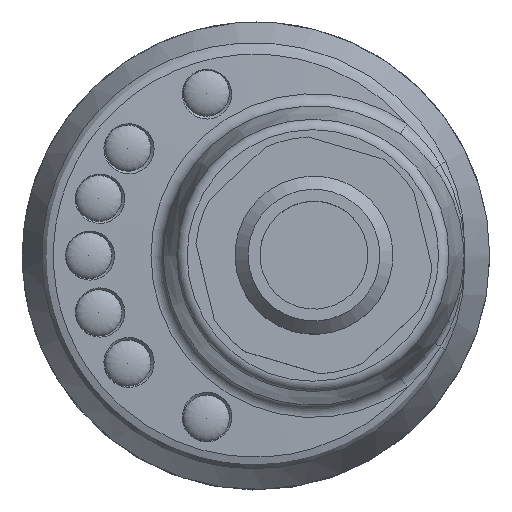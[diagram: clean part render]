
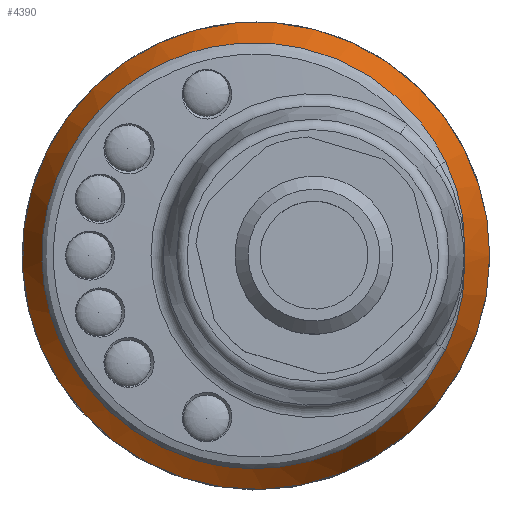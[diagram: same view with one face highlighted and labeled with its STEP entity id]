
A CAD part, top view. The second image highlights one B-rep face of the part: STEP entity #4390.
In plain terms, the highlighted conical face has half-angle 23 degrees and reference radius 15.817 mm.
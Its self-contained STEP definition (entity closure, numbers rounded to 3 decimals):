
#501=CIRCLE('',#4670,17.75);
#847=ORIENTED_EDGE('',*,*,#1478,.T.);
#848=ORIENTED_EDGE('',*,*,#1479,.T.);
#849=ORIENTED_EDGE('',*,*,#1480,.F.);
#850=ORIENTED_EDGE('',*,*,#1481,.T.);
#851=ORIENTED_EDGE('',*,*,#1482,.T.);
#1478=EDGE_CURVE('',#1814,#1815,#2043,.T.);
#1479=EDGE_CURVE('',#1815,#1816,#2044,.T.);
#1480=EDGE_CURVE('',#1817,#1816,#2045,.F.);
#1481=EDGE_CURVE('',#1817,#1814,#2046,.T.);
#1482=EDGE_CURVE('',#1818,#1818,#501,.T.);
#1814=VERTEX_POINT('',#7200);
#1815=VERTEX_POINT('',#7201);
#1816=VERTEX_POINT('',#7206);
#1817=VERTEX_POINT('',#7218);
#1818=VERTEX_POINT('',#7295);
#2043=B_SPLINE_CURVE_WITH_KNOTS('',3,(#7189,#7190,#7191,#7192,#7193,#7194,
#7195,#7196,#7197,#7198,#7199),.UNSPECIFIED.,.F.,.F.,(4,1,1,1,1,1,1,1,4),
(0.,0.25,0.375,0.438,0.5,0.563,0.625,0.75,1.),.UNSPECIFIED.);
#2044=B_SPLINE_CURVE_WITH_KNOTS('',3,(#7202,#7203,#7204,#7205),
 .UNSPECIFIED.,.F.,.F.,(4,4),(0.,1.),.UNSPECIFIED.);
#2045=B_SPLINE_CURVE_WITH_KNOTS('',3,(#7207,#7208,#7209,#7210,#7211,#7212,
#7213,#7214,#7215,#7216,#7217),.UNSPECIFIED.,.F.,.F.,(4,1,1,1,1,1,1,1,4),
(0.,0.25,0.375,0.438,0.5,0.563,0.625,0.75,1.),.UNSPECIFIED.);
#2046=B_SPLINE_CURVE_WITH_KNOTS('',3,(#7219,#7220,#7221,#7222,#7223,#7224,
#7225,#7226,#7227,#7228,#7229,#7230,#7231,#7232,#7233,#7234,#7235,#7236,
#7237,#7238,#7239,#7240,#7241,#7242,#7243,#7244,#7245,#7246,#7247,#7248,
#7249,#7250,#7251,#7252,#7253,#7254,#7255,#7256,#7257,#7258,#7259,#7260,
#7261,#7262,#7263,#7264,#7265,#7266,#7267,#7268,#7269,#7270,#7271,#7272,
#7273,#7274,#7275,#7276,#7277,#7278,#7279,#7280,#7281,#7282,#7283,#7284,
#7285,#7286,#7287,#7288,#7289,#7290,#7291,#7292,#7293),.UNSPECIFIED.,.F.,
 .F.,(4,1,1,1,1,1,1,1,1,1,1,1,1,1,1,1,1,1,1,1,1,1,1,1,1,1,1,1,1,1,1,1,1,
1,1,1,1,1,1,1,1,1,1,1,1,1,1,1,1,1,1,1,1,1,1,1,1,1,1,1,1,1,1,1,1,1,1,1,1,
1,1,1,4),(0.,0.031,0.063,0.078,0.094,0.102,0.109,0.117,
0.121,0.123,0.125,0.127,0.129,0.133,0.137,
0.141,0.148,0.156,0.172,0.188,0.203,0.219,0.227,0.234,
0.238,0.242,0.246,0.248,0.25,0.251,0.252,
0.254,0.258,0.262,0.266,0.273,0.281,0.297,0.313,
0.328,0.344,0.375,0.406,0.438,0.469,0.484,0.492,0.5,0.508,
0.516,0.531,0.563,0.625,0.656,0.688,0.719,0.734,0.742,
0.75,0.758,0.766,0.781,0.797,0.813,0.844,0.859,0.875,
0.883,0.891,0.906,0.938,0.969,1.),.UNSPECIFIED.);
#2160=EDGE_LOOP('',(#847,#848,#849,#850));
#2161=EDGE_LOOP('',(#851));
#2495=FACE_BOUND('',#2160,.T.);
#2496=FACE_BOUND('',#2161,.T.);
#2772=CONICAL_SURFACE('',#4669,15.817,0.401);
#4390=ADVANCED_FACE('',(#2495,#2496),#2772,.T.);
#4669=AXIS2_PLACEMENT_3D('',#7188,#5202,#5203);
#4670=AXIS2_PLACEMENT_3D('',#7294,#5204,#5205);
#5202=DIRECTION('',(0.,0.,-1.));
#5203=DIRECTION('',(-1.,0.,0.));
#5204=DIRECTION('',(0.,0.,1.));
#5205=DIRECTION('',(1.,0.,0.));
#7188=CARTESIAN_POINT('',(0.,0.,38.44));
#7189=CARTESIAN_POINT('',(14.404,7.136,37.832));
#7190=CARTESIAN_POINT('',(14.638,6.659,37.837));
#7191=CARTESIAN_POINT('',(14.957,5.905,37.86));
#7192=CARTESIAN_POINT('',(15.26,4.952,37.916));
#7193=CARTESIAN_POINT('',(15.409,4.399,37.955));
#7194=CARTESIAN_POINT('',(15.514,3.95,37.991));
#7195=CARTESIAN_POINT('',(15.587,3.593,38.023));
#7196=CARTESIAN_POINT('',(15.68,3.066,38.072));
#7197=CARTESIAN_POINT('',(15.806,2.123,38.17));
#7198=CARTESIAN_POINT('',(15.85,1.246,38.275));
#7199=CARTESIAN_POINT('',(15.84,0.639,38.354));
#7200=CARTESIAN_POINT('',(14.404,7.136,37.832));
#7201=CARTESIAN_POINT('',(15.84,0.639,38.354));
#7202=CARTESIAN_POINT('',(15.84,0.639,38.354));
#7203=CARTESIAN_POINT('',(15.868,0.214,38.329));
#7204=CARTESIAN_POINT('',(15.868,-0.214,38.329));
#7205=CARTESIAN_POINT('',(15.84,-0.639,38.354));
#7206=CARTESIAN_POINT('',(15.84,-0.639,38.354));
#7207=CARTESIAN_POINT('',(15.84,-0.639,38.354));
#7208=CARTESIAN_POINT('',(15.85,-1.246,38.275));
#7209=CARTESIAN_POINT('',(15.806,-2.123,38.17));
#7210=CARTESIAN_POINT('',(15.68,-3.066,38.072));
#7211=CARTESIAN_POINT('',(15.587,-3.593,38.023));
#7212=CARTESIAN_POINT('',(15.514,-3.95,37.991));
#7213=CARTESIAN_POINT('',(15.409,-4.399,37.955));
#7214=CARTESIAN_POINT('',(15.26,-4.952,37.916));
#7215=CARTESIAN_POINT('',(14.957,-5.905,37.86));
#7216=CARTESIAN_POINT('',(14.638,-6.659,37.837));
#7217=CARTESIAN_POINT('',(14.404,-7.136,37.832));
#7218=CARTESIAN_POINT('',(14.404,-7.136,37.832));
#7219=CARTESIAN_POINT('',(14.404,-7.136,37.832));
#7220=CARTESIAN_POINT('',(14.134,-7.686,37.827));
#7221=CARTESIAN_POINT('',(13.468,-8.887,37.814));
#7222=CARTESIAN_POINT('',(12.213,-10.548,37.79));
#7223=CARTESIAN_POINT('',(10.894,-11.888,37.767));
#7224=CARTESIAN_POINT('',(9.928,-12.706,37.751));
#7225=CARTESIAN_POINT('',(9.065,-13.333,37.737));
#7226=CARTESIAN_POINT('',(8.373,-13.784,37.725));
#7227=CARTESIAN_POINT('',(7.753,-14.143,37.716));
#7228=CARTESIAN_POINT('',(7.309,-14.378,37.709));
#7229=CARTESIAN_POINT('',(7.033,-14.515,37.705));
#7230=CARTESIAN_POINT('',(6.869,-14.596,37.702));
#7231=CARTESIAN_POINT('',(6.529,-14.754,37.697));
#7232=CARTESIAN_POINT('',(6.14,-14.923,37.691));
#7233=CARTESIAN_POINT('',(5.638,-15.126,37.683));
#7234=CARTESIAN_POINT('',(5.055,-15.334,37.675));
#7235=CARTESIAN_POINT('',(4.292,-15.574,37.664));
#7236=CARTESIAN_POINT('',(3.374,-15.808,37.651));
#7237=CARTESIAN_POINT('',(1.99,-16.063,37.631));
#7238=CARTESIAN_POINT('',(0.445,-16.193,37.61));
#7239=CARTESIAN_POINT('',(-1.081,-16.161,37.589));
#7240=CARTESIAN_POINT('',(-2.266,-16.037,37.572));
#7241=CARTESIAN_POINT('',(-2.969,-15.918,37.562));
#7242=CARTESIAN_POINT('',(-3.364,-15.839,37.557));
#7243=CARTESIAN_POINT('',(-3.542,-15.801,37.554));
#7244=CARTESIAN_POINT('',(-3.642,-15.779,37.553));
#7245=CARTESIAN_POINT('',(-3.702,-15.765,37.552));
#7246=CARTESIAN_POINT('',(-3.717,-15.762,37.552));
#7247=CARTESIAN_POINT('',(-3.759,-15.752,37.551));
#7248=CARTESIAN_POINT('',(-3.688,-15.768,37.552));
#7249=CARTESIAN_POINT('',(-3.843,-15.732,37.55));
#7250=CARTESIAN_POINT('',(-3.96,-15.704,37.549));
#7251=CARTESIAN_POINT('',(-4.183,-15.648,37.546));
#7252=CARTESIAN_POINT('',(-4.489,-15.565,37.542));
#7253=CARTESIAN_POINT('',(-4.856,-15.457,37.537));
#7254=CARTESIAN_POINT('',(-5.339,-15.301,37.531));
#7255=CARTESIAN_POINT('',(-5.932,-15.087,37.524));
#7256=CARTESIAN_POINT('',(-6.858,-14.703,37.513));
#7257=CARTESIAN_POINT('',(-7.966,-14.15,37.499));
#7258=CARTESIAN_POINT('',(-9.211,-13.38,37.485));
#7259=CARTESIAN_POINT('',(-10.363,-12.516,37.471));
#7260=CARTESIAN_POINT('',(-11.768,-11.253,37.455));
#7261=CARTESIAN_POINT('',(-13.269,-9.499,37.437));
#7262=CARTESIAN_POINT('',(-14.644,-7.204,37.421));
#7263=CARTESIAN_POINT('',(-15.596,-4.807,37.409));
#7264=CARTESIAN_POINT('',(-16.052,-2.784,37.404));
#7265=CARTESIAN_POINT('',(-16.206,-1.393,37.402));
#7266=CARTESIAN_POINT('',(-16.25,-0.596,37.402));
#7267=CARTESIAN_POINT('',(-16.261,-0.036,37.402));
#7268=CARTESIAN_POINT('',(-16.249,0.645,37.402));
#7269=CARTESIAN_POINT('',(-16.197,1.51,37.403));
#7270=CARTESIAN_POINT('',(-16.012,3.043,37.406));
#7271=CARTESIAN_POINT('',(-15.265,6.054,37.414));
#7272=CARTESIAN_POINT('',(-13.558,9.266,37.433));
#7273=CARTESIAN_POINT('',(-11.095,11.954,37.461));
#7274=CARTESIAN_POINT('',(-8.915,13.645,37.486));
#7275=CARTESIAN_POINT('',(-6.874,14.734,37.511));
#7276=CARTESIAN_POINT('',(-5.343,15.308,37.53));
#7277=CARTESIAN_POINT('',(-4.463,15.577,37.542));
#7278=CARTESIAN_POINT('',(-3.75,15.759,37.551));
#7279=CARTESIAN_POINT('',(-3.192,15.877,37.559));
#7280=CARTESIAN_POINT('',(-2.373,16.021,37.57));
#7281=CARTESIAN_POINT('',(-1.335,16.142,37.584));
#7282=CARTESIAN_POINT('',(-0.035,16.191,37.601));
#7283=CARTESIAN_POINT('',(1.747,16.112,37.626));
#7284=CARTESIAN_POINT('',(3.583,15.801,37.652));
#7285=CARTESIAN_POINT('',(5.444,15.216,37.68));
#7286=CARTESIAN_POINT('',(6.563,14.753,37.697));
#7287=CARTESIAN_POINT('',(7.529,14.268,37.713));
#7288=CARTESIAN_POINT('',(8.429,13.756,37.727));
#7289=CARTESIAN_POINT('',(9.903,12.774,37.752));
#7290=CARTESIAN_POINT('',(11.674,11.192,37.782));
#7291=CARTESIAN_POINT('',(13.297,9.16,37.811));
#7292=CARTESIAN_POINT('',(14.078,7.801,37.826));
#7293=CARTESIAN_POINT('',(14.404,7.136,37.832));
#7294=CARTESIAN_POINT('',(0.,0.,33.886));
#7295=CARTESIAN_POINT('',(17.75,0.,33.886));
